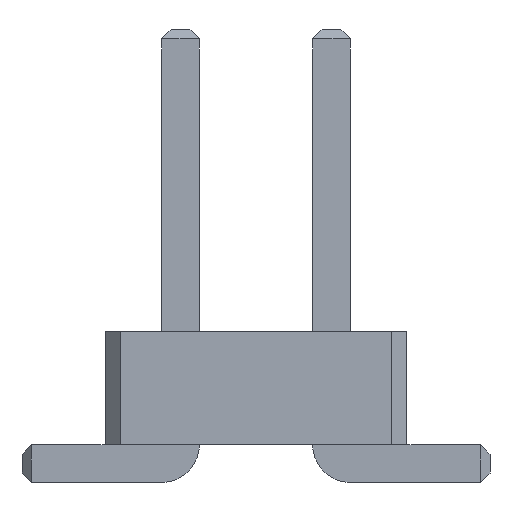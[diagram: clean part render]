
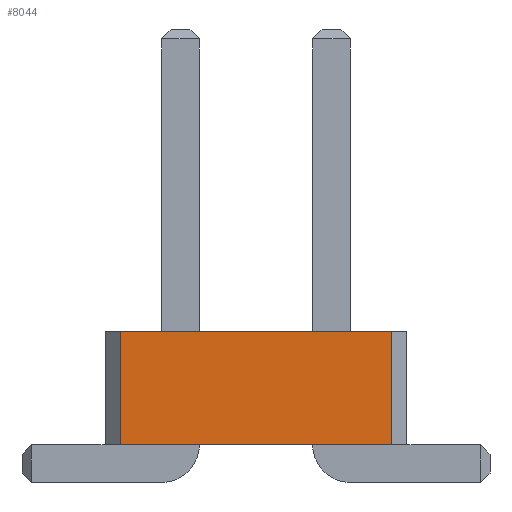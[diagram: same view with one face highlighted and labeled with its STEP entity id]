
A CAD part, front view. The second image highlights one B-rep face of the part: STEP entity #8044.
In plain terms, the highlighted planar face has unit normal (0, -1, 0).
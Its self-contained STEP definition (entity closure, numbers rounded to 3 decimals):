
#1502 = VERTEX_POINT('',#1503);
#1503 = CARTESIAN_POINT('',(1.8,-19.,0.5));
#1509 = EDGE_CURVE('',#1510,#1502,#1512,.T.);
#1510 = VERTEX_POINT('',#1511);
#1511 = CARTESIAN_POINT('',(-1.8,-19.,0.5));
#1512 = LINE('',#1513,#1514);
#1513 = CARTESIAN_POINT('',(-1.8,-19.,0.5));
#1514 = VECTOR('',#1515,1.);
#1515 = DIRECTION('',(1.,0.,0.));
#3318 = VERTEX_POINT('',#3319);
#3319 = CARTESIAN_POINT('',(1.8,-19.,2.));
#3325 = EDGE_CURVE('',#3326,#3318,#3328,.T.);
#3326 = VERTEX_POINT('',#3327);
#3327 = CARTESIAN_POINT('',(-1.8,-19.,2.));
#3328 = LINE('',#3329,#3330);
#3329 = CARTESIAN_POINT('',(-1.8,-19.,2.));
#3330 = VECTOR('',#3331,1.);
#3331 = DIRECTION('',(1.,0.,0.));
#8033 = EDGE_CURVE('',#1510,#3326,#8034,.T.);
#8034 = LINE('',#8035,#8036);
#8035 = CARTESIAN_POINT('',(-1.8,-19.,0.5));
#8036 = VECTOR('',#8037,1.);
#8037 = DIRECTION('',(0.,0.,1.));
#8044 = ADVANCED_FACE('',(#8045),#8056,.F.);
#8045 = FACE_BOUND('',#8046,.F.);
#8046 = EDGE_LOOP('',(#8047,#8048,#8049,#8055));
#8047 = ORIENTED_EDGE('',*,*,#8033,.T.);
#8048 = ORIENTED_EDGE('',*,*,#3325,.T.);
#8049 = ORIENTED_EDGE('',*,*,#8050,.F.);
#8050 = EDGE_CURVE('',#1502,#3318,#8051,.T.);
#8051 = LINE('',#8052,#8053);
#8052 = CARTESIAN_POINT('',(1.8,-19.,0.5));
#8053 = VECTOR('',#8054,1.);
#8054 = DIRECTION('',(0.,0.,1.));
#8055 = ORIENTED_EDGE('',*,*,#1509,.F.);
#8056 = PLANE('',#8057);
#8057 = AXIS2_PLACEMENT_3D('',#8058,#8059,#8060);
#8058 = CARTESIAN_POINT('',(-1.8,-19.,0.5));
#8059 = DIRECTION('',(0.,1.,0.));
#8060 = DIRECTION('',(1.,0.,0.));
